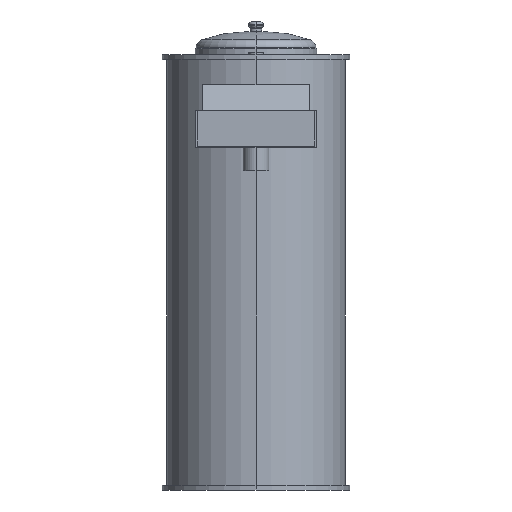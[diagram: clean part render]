
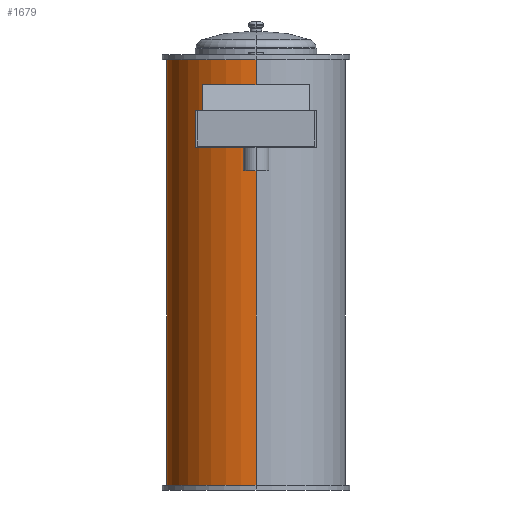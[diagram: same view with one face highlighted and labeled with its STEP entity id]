
A CAD part, left-side view. The second image highlights one B-rep face of the part: STEP entity #1679.
In plain terms, the highlighted cylindrical face has radius 380 mm (diameter 760 mm), a partial arc.
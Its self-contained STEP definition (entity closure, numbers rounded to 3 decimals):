
#472=CARTESIAN_POINT('',(-1362.0,0.0,20.));
#473=VERTEX_POINT('',#472);
#474=CARTESIAN_POINT('',(-1362.0,0.0,1835.0));
#475=VERTEX_POINT('',#474);
#476=CARTESIAN_POINT('',(-1362.0,0.0,20.));
#477=DIRECTION('',(0.0,0.0,1.0));
#478=VECTOR('',#477,1815.0);
#479=LINE('',#476,#478);
#480=EDGE_CURVE('',#473,#475,#479,.T.);
#482=CARTESIAN_POINT('',(-602.0,0.,20.0));
#483=VERTEX_POINT('',#482);
#491=CARTESIAN_POINT('',(-602.0,0.,89.85));
#492=VERTEX_POINT('',#491);
#493=CARTESIAN_POINT('',(-602.0,0.,20.0));
#494=DIRECTION('',(0.0,0.0,1.0));
#495=VECTOR('',#494,69.85);
#496=LINE('',#493,#495);
#497=EDGE_CURVE('',#483,#492,#496,.T.);
#522=CARTESIAN_POINT('',(-602.0,0.,150.15));
#523=VERTEX_POINT('',#522);
#545=CARTESIAN_POINT('',(-602.0,0.,1835.0));
#546=VERTEX_POINT('',#545);
#547=CARTESIAN_POINT('',(-602.0,0.,150.15));
#548=DIRECTION('',(0.0,0.0,1.0));
#549=VECTOR('',#548,1684.85);
#550=LINE('',#547,#549);
#551=EDGE_CURVE('',#523,#546,#550,.T.);
#1214=CARTESIAN_POINT('',(-602.0,0.,150.15));
#1215=CARTESIAN_POINT('',(-602.0,1.894,150.15));
#1216=CARTESIAN_POINT('',(-602.015,3.852,149.969));
#1217=CARTESIAN_POINT('',(-602.074,7.747,149.205));
#1218=CARTESIAN_POINT('',(-602.119,9.683,148.623));
#1219=CARTESIAN_POINT('',(-602.232,13.397,147.085));
#1220=CARTESIAN_POINT('',(-602.3,15.177,146.127));
#1221=CARTESIAN_POINT('',(-602.446,18.47,143.913));
#1222=CARTESIAN_POINT('',(-602.523,19.981,142.657));
#1223=CARTESIAN_POINT('',(-602.674,22.657,139.981));
#1224=CARTESIAN_POINT('',(-602.752,23.913,138.47));
#1225=CARTESIAN_POINT('',(-602.898,26.127,135.177));
#1226=CARTESIAN_POINT('',(-602.966,27.085,133.397));
#1227=CARTESIAN_POINT('',(-603.079,28.623,129.683));
#1228=CARTESIAN_POINT('',(-603.124,29.205,127.747));
#1229=CARTESIAN_POINT('',(-603.183,29.969,123.852));
#1230=CARTESIAN_POINT('',(-603.198,30.15,121.894));
#1231=CARTESIAN_POINT('',(-603.198,30.15,118.106));
#1232=CARTESIAN_POINT('',(-603.183,29.969,116.148));
#1233=CARTESIAN_POINT('',(-603.124,29.205,112.253));
#1234=CARTESIAN_POINT('',(-603.079,28.623,110.317));
#1235=CARTESIAN_POINT('',(-602.966,27.085,106.603));
#1236=CARTESIAN_POINT('',(-602.898,26.127,104.823));
#1237=CARTESIAN_POINT('',(-602.752,23.913,101.53));
#1238=CARTESIAN_POINT('',(-602.674,22.657,100.019));
#1239=CARTESIAN_POINT('',(-602.523,19.981,97.343));
#1240=CARTESIAN_POINT('',(-602.446,18.47,96.087));
#1241=CARTESIAN_POINT('',(-602.3,15.177,93.873));
#1242=CARTESIAN_POINT('',(-602.232,13.397,92.915));
#1243=CARTESIAN_POINT('',(-602.119,9.683,91.377));
#1244=CARTESIAN_POINT('',(-602.074,7.747,90.795));
#1245=CARTESIAN_POINT('',(-602.015,3.852,90.031));
#1246=CARTESIAN_POINT('',(-602.0,1.894,89.85));
#1247=CARTESIAN_POINT('',(-602.0,0.,89.85));
#1248=B_SPLINE_CURVE_WITH_KNOTS('',3,(#1214,#1215,#1216,#1217,#1218,#1219,#1220,#1221,#1222,#1223,#1224,#1225,#1226,#1227,#1228,#1229,#1230,#1231,#1232,#1233,#1234,#1235,#1236,#1237,#1238,#1239,#1240,#1241,#1242,#1243,#1244,#1245,#1246,#1247),.UNSPECIFIED.,.F.,.U.,(4,2,2,2,2,2,2,2,2,2,2,2,2,2,2,2,4),(4.545,5.113,5.681,6.249,6.817,7.385,7.954,8.522,9.09,9.658,10.226,10.794,11.362,11.93,12.498,13.067,13.635),.UNSPECIFIED.);
#1249=EDGE_CURVE('',#523,#492,#1248,.T.);
#1649=CARTESIAN_POINT('',(-982.0,0.0,1835.0));
#1650=DIRECTION('',(0.0,0.0,-1.0));
#1651=DIRECTION('',(-1.0,0.0,0.0));
#1652=AXIS2_PLACEMENT_3D('',#1649,#1650,#1651);
#1653=CIRCLE('',#1652,380.);
#1654=EDGE_CURVE('',#475,#546,#1653,.T.);
#1660=CARTESIAN_POINT('',(-982.0,0.0,927.5));
#1661=DIRECTION('',(0.0,0.0,-1.0));
#1662=DIRECTION('',(-1.0,0.0,0.0));
#1663=AXIS2_PLACEMENT_3D('',#1660,#1661,#1662);
#1664=CYLINDRICAL_SURFACE('',#1663,380.0);
#1665=ORIENTED_EDGE('',*,*,#480,.T.);
#1666=ORIENTED_EDGE('',*,*,#1654,.T.);
#1667=ORIENTED_EDGE('',*,*,#551,.F.);
#1668=ORIENTED_EDGE('',*,*,#1249,.T.);
#1669=ORIENTED_EDGE('',*,*,#497,.F.);
#1670=CARTESIAN_POINT('',(-982.0,0.0,20.0));
#1671=DIRECTION('',(0.0,0.0,-1.0));
#1672=DIRECTION('',(-1.0,0.0,0.0));
#1673=AXIS2_PLACEMENT_3D('',#1670,#1671,#1672);
#1674=CIRCLE('',#1673,380.);
#1675=EDGE_CURVE('',#473,#483,#1674,.T.);
#1676=ORIENTED_EDGE('',*,*,#1675,.F.);
#1677=EDGE_LOOP('',(#1665,#1666,#1667,#1668,#1669,#1676));
#1678=FACE_OUTER_BOUND('',#1677,.T.);
#1679=ADVANCED_FACE('',(#1678),#1664,.T.);
